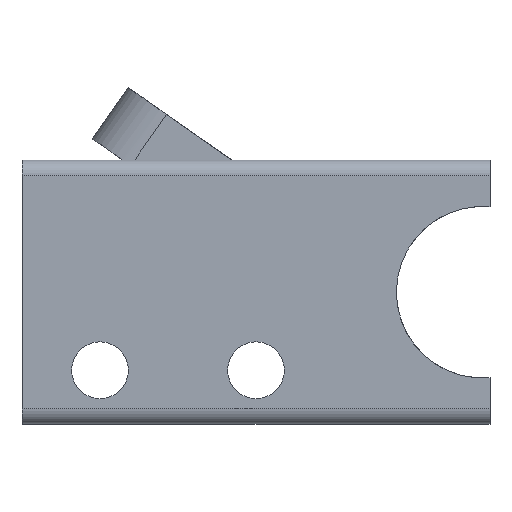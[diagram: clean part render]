
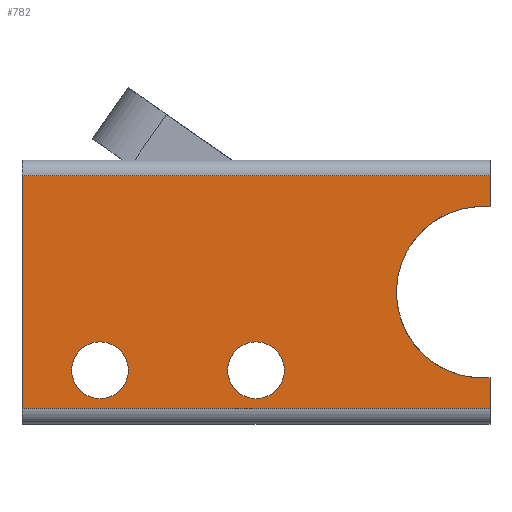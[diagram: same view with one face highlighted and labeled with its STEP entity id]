
A CAD part, front view. The second image highlights one B-rep face of the part: STEP entity #782.
In plain terms, the highlighted planar face has unit normal (0, -1, 0).
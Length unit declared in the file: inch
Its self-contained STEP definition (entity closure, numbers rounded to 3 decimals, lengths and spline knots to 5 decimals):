
#38=FACE_BOUND('',#143,.T.);
#39=FACE_BOUND('',#144,.T.);
#42=CIRCLE('',#797,0.091);
#44=CIRCLE('',#807,0.091);
#58=CIRCLE('',#847,0.27467);
#98=FACE_OUTER_BOUND('',#142,.T.);
#142=EDGE_LOOP('',(#707,#708,#709,#710,#711,#712));
#143=EDGE_LOOP('',(#713));
#144=EDGE_LOOP('',(#714));
#219=LINE('',#1272,#303);
#220=LINE('',#1275,#304);
#222=LINE('',#1281,#306);
#225=LINE('',#1289,#309);
#228=LINE('',#1294,#312);
#303=VECTOR('',#1033,0.3937);
#304=VECTOR('',#1036,0.3937);
#306=VECTOR('',#1042,0.3937);
#309=VECTOR('',#1051,0.3937);
#312=VECTOR('',#1056,0.3937);
#339=VERTEX_POINT('',#1134);
#351=VERTEX_POINT('',#1174);
#377=VERTEX_POINT('',#1268);
#378=VERTEX_POINT('',#1270);
#379=VERTEX_POINT('',#1274);
#381=VERTEX_POINT('',#1280);
#383=VERTEX_POINT('',#1288);
#384=VERTEX_POINT('',#1292);
#419=EDGE_CURVE('',#339,#339,#42,.T.);
#440=EDGE_CURVE('',#351,#351,#44,.T.);
#482=EDGE_CURVE('',#378,#377,#219,.T.);
#483=EDGE_CURVE('',#377,#379,#220,.T.);
#486=EDGE_CURVE('',#379,#381,#222,.T.);
#490=EDGE_CURVE('',#381,#383,#225,.T.);
#493=EDGE_CURVE('',#378,#384,#228,.T.);
#494=EDGE_CURVE('',#384,#383,#58,.T.);
#707=ORIENTED_EDGE('',*,*,#482,.F.);
#708=ORIENTED_EDGE('',*,*,#493,.T.);
#709=ORIENTED_EDGE('',*,*,#494,.T.);
#710=ORIENTED_EDGE('',*,*,#490,.F.);
#711=ORIENTED_EDGE('',*,*,#486,.F.);
#712=ORIENTED_EDGE('',*,*,#483,.F.);
#713=ORIENTED_EDGE('',*,*,#419,.T.);
#714=ORIENTED_EDGE('',*,*,#440,.T.);
#742=PLANE('',#848);
#782=ADVANCED_FACE('',(#98,#38,#39),#742,.F.);
#797=AXIS2_PLACEMENT_3D('',#1135,#907,#908);
#807=AXIS2_PLACEMENT_3D('',#1176,#946,#947);
#847=AXIS2_PLACEMENT_3D('',#1296,#1059,#1060);
#848=AXIS2_PLACEMENT_3D('',#1297,#1061,#1062);
#907=DIRECTION('center_axis',(0.,1.,0.));
#908=DIRECTION('ref_axis',(1.,0.,0.));
#946=DIRECTION('center_axis',(0.,1.,0.));
#947=DIRECTION('ref_axis',(-1.,0.,0.));
#1033=DIRECTION('',(-1.,0.,0.));
#1036=DIRECTION('',(0.,0.,1.));
#1042=DIRECTION('',(1.,0.,0.));
#1051=DIRECTION('',(0.,0.,-1.));
#1056=DIRECTION('',(0.,0.,1.));
#1059=DIRECTION('center_axis',(0.,1.,0.));
#1060=DIRECTION('ref_axis',(0.092,0.,-0.996));
#1061=DIRECTION('center_axis',(0.,1.,0.));
#1062=DIRECTION('ref_axis',(1.,0.,0.));
#1134=CARTESIAN_POINT('',(-0.091,0.,0.1735));
#1135=CARTESIAN_POINT('Origin',(0.,0.,0.1735));
#1174=CARTESIAN_POINT('',(-0.409,0.,0.1735));
#1176=CARTESIAN_POINT('Origin',(-0.5,0.,0.1735));
#1268=CARTESIAN_POINT('',(-0.75,0.,0.05));
#1270=CARTESIAN_POINT('',(0.75,0.,0.05));
#1272=CARTESIAN_POINT('',(0.375,0.,0.05));
#1274=CARTESIAN_POINT('',(-0.75,0.,0.797));
#1275=CARTESIAN_POINT('',(-0.75,0.,0.));
#1280=CARTESIAN_POINT('',(0.75,0.,0.797));
#1281=CARTESIAN_POINT('',(-0.375,0.,0.797));
#1288=CARTESIAN_POINT('',(0.75,0.,0.697));
#1289=CARTESIAN_POINT('',(0.75,0.,0.847));
#1292=CARTESIAN_POINT('',(0.75,0.,0.15));
#1294=CARTESIAN_POINT('',(0.75,0.,0.));
#1296=CARTESIAN_POINT('Origin',(0.72467,0.,0.4235));
#1297=CARTESIAN_POINT('Origin',(0.,0.,0.4235));
